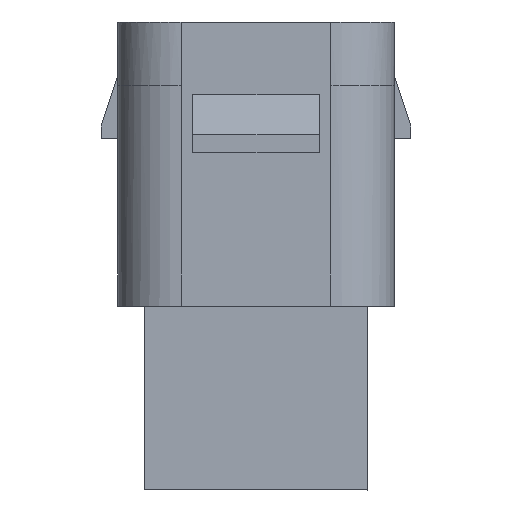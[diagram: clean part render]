
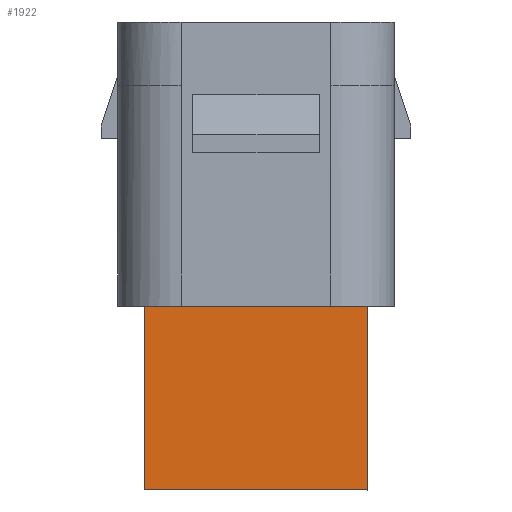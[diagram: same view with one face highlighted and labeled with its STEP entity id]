
A CAD part, left-side view. The second image highlights one B-rep face of the part: STEP entity #1922.
In plain terms, the highlighted planar face has unit normal (-1, 0, 0).
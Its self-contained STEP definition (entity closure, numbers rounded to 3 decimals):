
#1922=ADVANCED_FACE('',(#2416),#2181,.T.);
#2181=PLANE('',#7063);
#2416=FACE_OUTER_BOUND('',#2671,.T.);
#2671=EDGE_LOOP('',(#3476,#3477,#3478,#3479));
#3476=ORIENTED_EDGE('',*,*,#5108,.F.);
#3477=ORIENTED_EDGE('',*,*,#5107,.F.);
#3478=ORIENTED_EDGE('',*,*,#5109,.F.);
#3479=ORIENTED_EDGE('',*,*,#5110,.F.);
#4535=VERTEX_POINT('',#9557);
#4536=VERTEX_POINT('',#9560);
#4537=VERTEX_POINT('',#9564);
#4538=VERTEX_POINT('',#9566);
#5107=EDGE_CURVE('',#4536,#4535,#5782,.T.);
#5108=EDGE_CURVE('',#4535,#4537,#5783,.T.);
#5109=EDGE_CURVE('',#4538,#4536,#5784,.T.);
#5110=EDGE_CURVE('',#4537,#4538,#5785,.T.);
#5782=LINE('',#9561,#6387);
#5783=LINE('',#9563,#6388);
#5784=LINE('',#9565,#6389);
#5785=LINE('',#9567,#6390);
#6387=VECTOR('',#7839,1.);
#6388=VECTOR('',#7842,1.);
#6389=VECTOR('',#7843,1.);
#6390=VECTOR('',#7844,1.);
#7063=AXIS2_PLACEMENT_3D('',#9568,#7845,#7846);
#7839=DIRECTION('',(0.,0.,1.));
#7842=DIRECTION('',(0.,-1.,0.));
#7843=DIRECTION('',(0.,1.,0.));
#7844=DIRECTION('',(0.,0.,-1.));
#7845=DIRECTION('',(-1.,0.,0.));
#7846=DIRECTION('',(0.,1.,0.));
#9557=CARTESIAN_POINT('',(-17.7,8.8,1.));
#9560=CARTESIAN_POINT('',(-17.7,8.8,-14.5));
#9561=CARTESIAN_POINT('',(-17.7,8.8,-14.5));
#9563=CARTESIAN_POINT('',(-17.7,8.8,1.));
#9564=CARTESIAN_POINT('',(-17.7,-8.8,1.));
#9565=CARTESIAN_POINT('',(-17.7,-8.8,-14.5));
#9566=CARTESIAN_POINT('',(-17.7,-8.8,-14.5));
#9567=CARTESIAN_POINT('',(-17.7,-8.8,1.));
#9568=CARTESIAN_POINT('',(-17.7,-8.8,1.));
